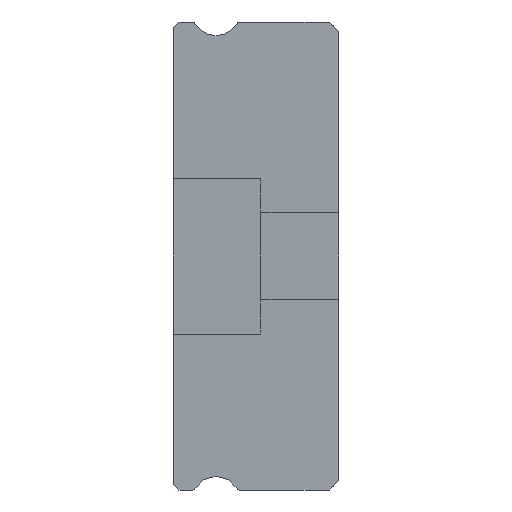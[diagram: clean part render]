
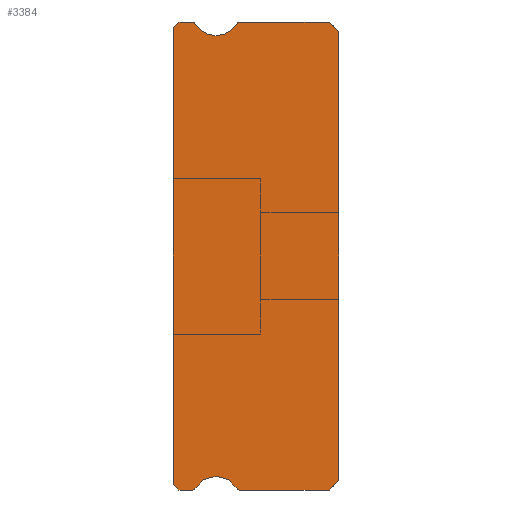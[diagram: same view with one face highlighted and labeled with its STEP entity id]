
A CAD part, left-side view. The second image highlights one B-rep face of the part: STEP entity #3384.
In plain terms, the highlighted planar face has unit normal (-1, 0, 0).
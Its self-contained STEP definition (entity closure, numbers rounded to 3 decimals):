
#5 = DIRECTION ( 'NONE',  ( -1., 0., 0. ) ) ;
#185 = EDGE_CURVE ( 'NONE', #3779, #4901, #2433, .T. ) ;
#253 = ORIENTED_EDGE ( 'NONE', *, *, #662, .F. ) ;
#593 = CARTESIAN_POINT ( 'NONE',  ( -5., 0.5, 12. ) ) ;
#615 = CARTESIAN_POINT ( 'NONE',  ( -5., 5.217, 11.925 ) ) ;
#662 = EDGE_CURVE ( 'NONE', #5791, #8469, #2759, .T. ) ;
#754 = CARTESIAN_POINT ( 'NONE',  ( -5., 5.088, -12. ) ) ;
#783 = VERTEX_POINT ( 'NONE', #2490 ) ;
#826 = CARTESIAN_POINT ( 'NONE',  ( -5., 7.383, -11.925 ) ) ;
#842 = EDGE_CURVE ( 'NONE', #1950, #1096, #4807, .T. ) ;
#1015 = DIRECTION ( 'NONE',  ( 0., 0., -1. ) ) ;
#1022 = CIRCLE ( 'NONE', #3136, 0.15 ) ;
#1056 = EDGE_CURVE ( 'NONE', #3779, #783, #5095, .T. ) ;
#1089 = VERTEX_POINT ( 'NONE', #3734 ) ;
#1096 = VERTEX_POINT ( 'NONE', #3860 ) ;
#1206 = EDGE_CURVE ( 'NONE', #7419, #1096, #4618, .T. ) ;
#1264 = CARTESIAN_POINT ( 'NONE',  ( -5., 7.512, 11.85 ) ) ;
#1291 = CARTESIAN_POINT ( 'NONE',  ( -5., 7.512, -12. ) ) ;
#1314 = LINE ( 'NONE', #2721, #6920 ) ;
#1408 = DIRECTION ( 'NONE',  ( 0., 0., -1. ) ) ;
#1420 = CARTESIAN_POINT ( 'NONE',  ( -5., 0.5, 12. ) ) ;
#1433 = CARTESIAN_POINT ( 'NONE',  ( -5., 7.383, 11.925 ) ) ;
#1448 = ORIENTED_EDGE ( 'NONE', *, *, #4021, .T. ) ;
#1552 = ORIENTED_EDGE ( 'NONE', *, *, #2010, .T. ) ;
#1577 = DIRECTION ( 'NONE',  ( 1., 0., 0. ) ) ;
#1813 = CARTESIAN_POINT ( 'NONE',  ( -5., 8.5, 11.85 ) ) ;
#1950 = VERTEX_POINT ( 'NONE', #826 ) ;
#2010 = EDGE_CURVE ( 'NONE', #8235, #7750, #1314, .T. ) ;
#2034 = DIRECTION ( 'NONE',  ( 0., 0., -1. ) ) ;
#2046 = FACE_OUTER_BOUND ( 'NONE', #7340, .T. ) ;
#2078 = CARTESIAN_POINT ( 'NONE',  ( -5., 8.5, 11.7 ) ) ;
#2094 = AXIS2_PLACEMENT_3D ( 'NONE', #1264, #4730, #8607 ) ;
#2190 = DIRECTION ( 'NONE',  ( 0., 0., -1. ) ) ;
#2202 = DIRECTION ( 'NONE',  ( 1., 0., 0. ) ) ;
#2224 = AXIS2_PLACEMENT_3D ( 'NONE', #7387, #5, #2034 ) ;
#2267 = AXIS2_PLACEMENT_3D ( 'NONE', #7464, #2202, #1408 ) ;
#2433 = LINE ( 'NONE', #4325, #3778 ) ;
#2450 = ORIENTED_EDGE ( 'NONE', *, *, #842, .F. ) ;
#2490 = CARTESIAN_POINT ( 'NONE',  ( -5., 0.5, -12. ) ) ;
#2622 = CARTESIAN_POINT ( 'NONE',  ( -5., 7.512, 12. ) ) ;
#2721 = CARTESIAN_POINT ( 'NONE',  ( -5., 8.2, 12. ) ) ;
#2725 = DIRECTION ( 'NONE',  ( -1., 0., 0. ) ) ;
#2736 = ORIENTED_EDGE ( 'NONE', *, *, #1056, .F. ) ;
#2759 = CIRCLE ( 'NONE', #8702, 0.15 ) ;
#2764 = CARTESIAN_POINT ( 'NONE',  ( -5., 6.3, -12.55 ) ) ;
#2778 = CARTESIAN_POINT ( 'NONE',  ( -5., 6.3, 12.55 ) ) ;
#2785 = VERTEX_POINT ( 'NONE', #4464 ) ;
#2799 = CARTESIAN_POINT ( 'NONE',  ( -5., 5.088, 12. ) ) ;
#2943 = VECTOR ( 'NONE', #6295, 1000. ) ;
#2969 = CARTESIAN_POINT ( 'NONE',  ( -5., 5.217, -11.925 ) ) ;
#3044 = ORIENTED_EDGE ( 'NONE', *, *, #4032, .F. ) ;
#3078 = VERTEX_POINT ( 'NONE', #2799 ) ;
#3136 = AXIS2_PLACEMENT_3D ( 'NONE', #4833, #1577, #6238 ) ;
#3152 = EDGE_CURVE ( 'NONE', #783, #5791, #6216, .T. ) ;
#3193 = ORIENTED_EDGE ( 'NONE', *, *, #5934, .F. ) ;
#3370 = CARTESIAN_POINT ( 'NONE',  ( -5., 8.2, 12. ) ) ;
#3384 = ADVANCED_FACE ( 'NONE', ( #2046 ), #7941, .F. ) ;
#3477 = LINE ( 'NONE', #1420, #2943 ) ;
#3558 = DIRECTION ( 'NONE',  ( 0., 0., -1. ) ) ;
#3594 = VERTEX_POINT ( 'NONE', #7437 ) ;
#3628 = VERTEX_POINT ( 'NONE', #1433 ) ;
#3661 = DIRECTION ( 'NONE',  ( 0., -1., 0. ) ) ;
#3674 = AXIS2_PLACEMENT_3D ( 'NONE', #7059, #6356, #1015 ) ;
#3687 = DIRECTION ( 'NONE',  ( 0., 0.707, -0.707 ) ) ;
#3734 = CARTESIAN_POINT ( 'NONE',  ( -5., 6.3, 11.3 ) ) ;
#3778 = VECTOR ( 'NONE', #5154, 1000. ) ;
#3779 = VERTEX_POINT ( 'NONE', #7133 ) ;
#3860 = CARTESIAN_POINT ( 'NONE',  ( -5., 7.512, -12. ) ) ;
#3928 = EDGE_CURVE ( 'NONE', #3628, #1089, #4080, .T. ) ;
#3936 = CIRCLE ( 'NONE', #4071, 1.25 ) ;
#4016 = CARTESIAN_POINT ( 'NONE',  ( -5., 7.512, -12. ) ) ;
#4021 = EDGE_CURVE ( 'NONE', #7750, #3594, #5500, .T. ) ;
#4032 = EDGE_CURVE ( 'NONE', #5719, #4901, #3477, .T. ) ;
#4071 = AXIS2_PLACEMENT_3D ( 'NONE', #2778, #8169, #3558 ) ;
#4080 = CIRCLE ( 'NONE', #2224, 1.25 ) ;
#4325 = CARTESIAN_POINT ( 'NONE',  ( -5., 0., 11.5 ) ) ;
#4377 = VECTOR ( 'NONE', #3687, 1000. ) ;
#4464 = CARTESIAN_POINT ( 'NONE',  ( -5., 8.5, -11.7 ) ) ;
#4618 = LINE ( 'NONE', #1291, #6619 ) ;
#4677 = ORIENTED_EDGE ( 'NONE', *, *, #185, .T. ) ;
#4730 = DIRECTION ( 'NONE',  ( 1., 0., 0. ) ) ;
#4807 = CIRCLE ( 'NONE', #3674, 0.15 ) ;
#4833 = CARTESIAN_POINT ( 'NONE',  ( -5., 5.088, 11.85 ) ) ;
#4873 = DIRECTION ( 'NONE',  ( 0., 0., -1. ) ) ;
#4898 = VERTEX_POINT ( 'NONE', #615 ) ;
#4901 = VERTEX_POINT ( 'NONE', #7285 ) ;
#4966 = EDGE_CURVE ( 'NONE', #8469, #1950, #5340, .T. ) ;
#4990 = ORIENTED_EDGE ( 'NONE', *, *, #4966, .F. ) ;
#5095 = LINE ( 'NONE', #8573, #4377 ) ;
#5154 = DIRECTION ( 'NONE',  ( 0., 0., 1. ) ) ;
#5169 = ORIENTED_EDGE ( 'NONE', *, *, #3928, .F. ) ;
#5311 = DIRECTION ( 'NONE',  ( 0., 0., 1. ) ) ;
#5340 = CIRCLE ( 'NONE', #6489, 1.25 ) ;
#5348 = ORIENTED_EDGE ( 'NONE', *, *, #8666, .T. ) ;
#5427 = DIRECTION ( 'NONE',  ( 0., 1., 0. ) ) ;
#5483 = CARTESIAN_POINT ( 'NONE',  ( -5., 8.2, -12. ) ) ;
#5484 = VECTOR ( 'NONE', #8181, 1000. ) ;
#5500 = LINE ( 'NONE', #2078, #5484 ) ;
#5644 = EDGE_CURVE ( 'NONE', #4898, #3078, #1022, .T. ) ;
#5719 = VERTEX_POINT ( 'NONE', #593 ) ;
#5791 = VERTEX_POINT ( 'NONE', #754 ) ;
#5934 = EDGE_CURVE ( 'NONE', #3078, #5719, #8461, .T. ) ;
#6060 = LINE ( 'NONE', #5483, #6469 ) ;
#6213 = CARTESIAN_POINT ( 'NONE',  ( -5., 8.2, -12. ) ) ;
#6216 = LINE ( 'NONE', #4016, #8446 ) ;
#6238 = DIRECTION ( 'NONE',  ( 0., 0., -1. ) ) ;
#6282 = ORIENTED_EDGE ( 'NONE', *, *, #8680, .F. ) ;
#6295 = DIRECTION ( 'NONE',  ( 0., -0.707, -0.707 ) ) ;
#6356 = DIRECTION ( 'NONE',  ( 1., 0., 0. ) ) ;
#6359 = EDGE_CURVE ( 'NONE', #2785, #3594, #6550, .T. ) ;
#6469 = VECTOR ( 'NONE', #8757, 1000. ) ;
#6489 = AXIS2_PLACEMENT_3D ( 'NONE', #2764, #2725, #2190 ) ;
#6550 = LINE ( 'NONE', #1813, #7912 ) ;
#6612 = EDGE_CURVE ( 'NONE', #8235, #3628, #8201, .T. ) ;
#6619 = VECTOR ( 'NONE', #8584, 1000. ) ;
#6692 = DIRECTION ( 'NONE',  ( 0., 1., 0. ) ) ;
#6920 = VECTOR ( 'NONE', #5427, 1000. ) ;
#6926 = CARTESIAN_POINT ( 'NONE',  ( -5., 5.088, -11.85 ) ) ;
#7059 = CARTESIAN_POINT ( 'NONE',  ( -5., 7.512, -11.85 ) ) ;
#7133 = CARTESIAN_POINT ( 'NONE',  ( -5., 0., -11.5 ) ) ;
#7285 = CARTESIAN_POINT ( 'NONE',  ( -5., 0., 11.5 ) ) ;
#7340 = EDGE_LOOP ( 'NONE', ( #7711, #5348, #7951, #2450, #4990, #253, #8639, #2736, #4677, #3044, #3193, #7612, #6282, #5169, #8168, #1552, #1448 ) ) ;
#7387 = CARTESIAN_POINT ( 'NONE',  ( -5., 6.3, 12.55 ) ) ;
#7419 = VERTEX_POINT ( 'NONE', #6213 ) ;
#7437 = CARTESIAN_POINT ( 'NONE',  ( -5., 8.5, 11.7 ) ) ;
#7464 = CARTESIAN_POINT ( 'NONE',  ( -5., 7.512, 11.85 ) ) ;
#7612 = ORIENTED_EDGE ( 'NONE', *, *, #5644, .F. ) ;
#7711 = ORIENTED_EDGE ( 'NONE', *, *, #6359, .F. ) ;
#7750 = VERTEX_POINT ( 'NONE', #3370 ) ;
#7883 = CARTESIAN_POINT ( 'NONE',  ( -5., 7.512, 12. ) ) ;
#7912 = VECTOR ( 'NONE', #5311, 1000. ) ;
#7941 = PLANE ( 'NONE',  #2094 ) ;
#7951 = ORIENTED_EDGE ( 'NONE', *, *, #1206, .T. ) ;
#8156 = DIRECTION ( 'NONE',  ( 1., 0., 0. ) ) ;
#8168 = ORIENTED_EDGE ( 'NONE', *, *, #6612, .F. ) ;
#8169 = DIRECTION ( 'NONE',  ( -1., 0., 0. ) ) ;
#8181 = DIRECTION ( 'NONE',  ( 0., 0.707, -0.707 ) ) ;
#8201 = CIRCLE ( 'NONE', #2267, 0.15 ) ;
#8235 = VERTEX_POINT ( 'NONE', #2622 ) ;
#8446 = VECTOR ( 'NONE', #6692, 1000. ) ;
#8461 = LINE ( 'NONE', #7883, #8497 ) ;
#8469 = VERTEX_POINT ( 'NONE', #2969 ) ;
#8497 = VECTOR ( 'NONE', #3661, 1000. ) ;
#8573 = CARTESIAN_POINT ( 'NONE',  ( -5., 0., -11.5 ) ) ;
#8584 = DIRECTION ( 'NONE',  ( 0., -1., 0. ) ) ;
#8607 = DIRECTION ( 'NONE',  ( 0., 0., -1. ) ) ;
#8639 = ORIENTED_EDGE ( 'NONE', *, *, #3152, .F. ) ;
#8666 = EDGE_CURVE ( 'NONE', #2785, #7419, #6060, .T. ) ;
#8680 = EDGE_CURVE ( 'NONE', #1089, #4898, #3936, .T. ) ;
#8702 = AXIS2_PLACEMENT_3D ( 'NONE', #6926, #8156, #4873 ) ;
#8757 = DIRECTION ( 'NONE',  ( 0., -0.707, -0.707 ) ) ;
